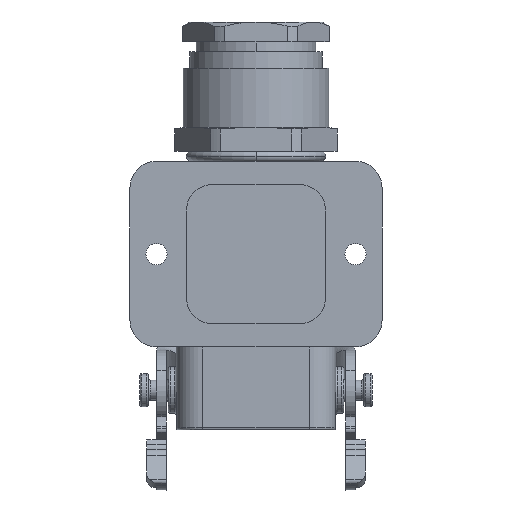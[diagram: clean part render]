
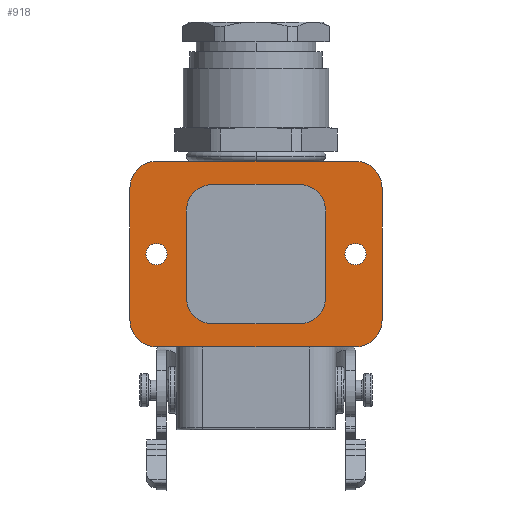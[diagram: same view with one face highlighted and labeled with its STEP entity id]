
A CAD part, front view. The second image highlights one B-rep face of the part: STEP entity #918.
In plain terms, the highlighted planar face has unit normal (0, -1, 0).
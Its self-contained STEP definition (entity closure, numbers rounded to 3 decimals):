
#918=ADVANCED_FACE('424',(#2902,#2903,#2904,#2905),#1315,.T.);
#1315=PLANE('',#7957);
#1582=CIRCLE('',#7938,4.);
#1583=CIRCLE('',#7941,4.);
#1584=CIRCLE('',#7944,4.);
#1585=CIRCLE('',#7947,4.);
#1586=CIRCLE('',#7949,1.6);
#1587=CIRCLE('',#7950,1.6);
#1588=CIRCLE('',#7951,1.6);
#1589=CIRCLE('',#7952,1.6);
#1590=CIRCLE('',#7953,4.);
#1591=CIRCLE('',#7954,4.);
#1592=CIRCLE('',#7955,4.);
#1593=CIRCLE('',#7956,4.);
#2011=LINE('',#12230,#2477);
#2014=LINE('',#12238,#2480);
#2017=LINE('',#12246,#2483);
#2020=LINE('',#12254,#2486);
#2022=LINE('',#12268,#2488);
#2023=LINE('',#12273,#2489);
#2024=LINE('',#12277,#2490);
#2025=LINE('',#12281,#2491);
#2477=VECTOR('',#9151,1.);
#2480=VECTOR('',#9160,1.);
#2483=VECTOR('',#9169,1.);
#2486=VECTOR('',#9178,1.);
#2488=VECTOR('',#9194,1.);
#2489=VECTOR('',#9197,1.);
#2490=VECTOR('',#9200,1.);
#2491=VECTOR('',#9203,1.);
#2902=FACE_BOUND('',#3075,.T.);
#2903=FACE_BOUND('',#3076,.T.);
#2904=FACE_BOUND('',#3077,.T.);
#2905=FACE_BOUND('',#3078,.T.);
#3075=EDGE_LOOP('',(#4008,#4009,#4010,#4011,#4012,#4013,#4014,#4015));
#3076=EDGE_LOOP('',(#4016,#4017));
#3077=EDGE_LOOP('',(#4018,#4019));
#3078=EDGE_LOOP('',(#4020,#4021,#4022,#4023,#4024,#4025,#4026,#4027));
#4008=ORIENTED_EDGE('',*,*,#6735,.T.);
#4009=ORIENTED_EDGE('',*,*,#6733,.T.);
#4010=ORIENTED_EDGE('',*,*,#6731,.T.);
#4011=ORIENTED_EDGE('',*,*,#6729,.T.);
#4012=ORIENTED_EDGE('',*,*,#6727,.T.);
#4013=ORIENTED_EDGE('',*,*,#6725,.T.);
#4014=ORIENTED_EDGE('',*,*,#6723,.T.);
#4015=ORIENTED_EDGE('',*,*,#6721,.T.);
#4016=ORIENTED_EDGE('',*,*,#6736,.T.);
#4017=ORIENTED_EDGE('',*,*,#6737,.T.);
#4018=ORIENTED_EDGE('',*,*,#6738,.T.);
#4019=ORIENTED_EDGE('',*,*,#6739,.T.);
#4020=ORIENTED_EDGE('',*,*,#6740,.T.);
#4021=ORIENTED_EDGE('',*,*,#6741,.T.);
#4022=ORIENTED_EDGE('',*,*,#6742,.T.);
#4023=ORIENTED_EDGE('',*,*,#6743,.T.);
#4024=ORIENTED_EDGE('',*,*,#6744,.T.);
#4025=ORIENTED_EDGE('',*,*,#6745,.T.);
#4026=ORIENTED_EDGE('',*,*,#6746,.T.);
#4027=ORIENTED_EDGE('',*,*,#6747,.T.);
#5939=VERTEX_POINT('',#12229);
#5940=VERTEX_POINT('',#12231);
#5941=VERTEX_POINT('',#12235);
#5942=VERTEX_POINT('',#12239);
#5943=VERTEX_POINT('',#12243);
#5944=VERTEX_POINT('',#12247);
#5945=VERTEX_POINT('',#12251);
#5946=VERTEX_POINT('',#12255);
#5947=VERTEX_POINT('',#12261);
#5948=VERTEX_POINT('',#12262);
#5949=VERTEX_POINT('',#12265);
#5950=VERTEX_POINT('',#12266);
#5951=VERTEX_POINT('',#12269);
#5952=VERTEX_POINT('',#12270);
#5953=VERTEX_POINT('',#12272);
#5954=VERTEX_POINT('',#12274);
#5955=VERTEX_POINT('',#12276);
#5956=VERTEX_POINT('',#12278);
#5957=VERTEX_POINT('',#12280);
#5958=VERTEX_POINT('',#12282);
#6721=EDGE_CURVE('1321',#5940,#5939,#2011,.T.);
#6723=EDGE_CURVE('1328',#5941,#5940,#1582,.T.);
#6725=EDGE_CURVE('1327',#5942,#5941,#2014,.T.);
#6727=EDGE_CURVE('1326',#5943,#5942,#1583,.T.);
#6729=EDGE_CURVE('1325',#5944,#5943,#2017,.T.);
#6731=EDGE_CURVE('1324',#5945,#5944,#1584,.T.);
#6733=EDGE_CURVE('1323',#5946,#5945,#2020,.T.);
#6735=EDGE_CURVE('1322',#5939,#5946,#1585,.T.);
#6736=EDGE_CURVE('1318',#5947,#5948,#1586,.T.);
#6737=EDGE_CURVE('1317',#5948,#5947,#1587,.T.);
#6738=EDGE_CURVE('1320',#5949,#5950,#1588,.T.);
#6739=EDGE_CURVE('1319',#5950,#5949,#1589,.T.);
#6740=EDGE_CURVE('1330',#5951,#5952,#2022,.T.);
#6741=EDGE_CURVE('1331',#5952,#5953,#1590,.T.);
#6742=EDGE_CURVE('1332',#5953,#5954,#2023,.T.);
#6743=EDGE_CURVE('1333',#5954,#5955,#1591,.T.);
#6744=EDGE_CURVE('1334',#5955,#5956,#2024,.T.);
#6745=EDGE_CURVE('1335',#5956,#5957,#1592,.T.);
#6746=EDGE_CURVE('1336',#5957,#5958,#2025,.T.);
#6747=EDGE_CURVE('1329',#5958,#5951,#1593,.T.);
#7938=AXIS2_PLACEMENT_3D('',#12234,#9155,#9156);
#7941=AXIS2_PLACEMENT_3D('',#12242,#9164,#9165);
#7944=AXIS2_PLACEMENT_3D('',#12250,#9173,#9174);
#7947=AXIS2_PLACEMENT_3D('',#12258,#9182,#9183);
#7949=AXIS2_PLACEMENT_3D('',#12260,#9186,#9187);
#7950=AXIS2_PLACEMENT_3D('',#12263,#9188,#9189);
#7951=AXIS2_PLACEMENT_3D('',#12264,#9190,#9191);
#7952=AXIS2_PLACEMENT_3D('',#12267,#9192,#9193);
#7953=AXIS2_PLACEMENT_3D('',#12271,#9195,#9196);
#7954=AXIS2_PLACEMENT_3D('',#12275,#9198,#9199);
#7955=AXIS2_PLACEMENT_3D('',#12279,#9201,#9202);
#7956=AXIS2_PLACEMENT_3D('',#12283,#9204,#9205);
#7957=AXIS2_PLACEMENT_3D('',#12284,#9206,#9207);
#9151=DIRECTION('',(0.,0.,1.));
#9155=DIRECTION('',(0.,-1.,0.));
#9156=DIRECTION('',(0.,0.,-1.));
#9160=DIRECTION('',(1.,0.,0.));
#9164=DIRECTION('',(0.,-1.,0.));
#9165=DIRECTION('',(-1.,0.,0.));
#9169=DIRECTION('',(0.,0.,-1.));
#9173=DIRECTION('',(0.,-1.,0.));
#9174=DIRECTION('',(0.,0.,1.));
#9178=DIRECTION('',(-1.,0.,0.));
#9182=DIRECTION('',(0.,-1.,0.));
#9183=DIRECTION('',(1.,0.,0.));
#9186=DIRECTION('',(0.,1.,0.));
#9187=DIRECTION('',(1.,0.,0.));
#9188=DIRECTION('',(0.,1.,0.));
#9189=DIRECTION('',(-1.,0.,0.));
#9190=DIRECTION('',(0.,1.,0.));
#9191=DIRECTION('',(1.,0.,0.));
#9192=DIRECTION('',(0.,1.,0.));
#9193=DIRECTION('',(-1.,0.,0.));
#9194=DIRECTION('',(-1.,0.,0.));
#9195=DIRECTION('',(0.,1.,0.));
#9196=DIRECTION('',(0.,0.,-1.));
#9197=DIRECTION('',(0.,0.,1.));
#9198=DIRECTION('',(0.,1.,0.));
#9199=DIRECTION('',(-1.,0.,0.));
#9200=DIRECTION('',(1.,0.,0.));
#9201=DIRECTION('',(0.,1.,0.));
#9202=DIRECTION('',(0.,0.,1.));
#9203=DIRECTION('',(0.,0.,-1.));
#9204=DIRECTION('',(0.,1.,0.));
#9205=DIRECTION('',(1.,0.,0.));
#9206=DIRECTION('',(0.,-1.,0.));
#9207=DIRECTION('',(1.,0.,0.));
#12229=CARTESIAN_POINT('',(19.,-14.5,-4.));
#12230=CARTESIAN_POINT('',(19.,-14.5,-24.));
#12231=CARTESIAN_POINT('',(19.,-14.5,-24.));
#12234=CARTESIAN_POINT('',(15.,-14.5,-24.));
#12235=CARTESIAN_POINT('',(15.,-14.5,-28.));
#12238=CARTESIAN_POINT('',(-15.,-14.5,-28.));
#12239=CARTESIAN_POINT('',(-15.,-14.5,-28.));
#12242=CARTESIAN_POINT('',(-15.,-14.5,-24.));
#12243=CARTESIAN_POINT('',(-19.,-14.5,-24.));
#12246=CARTESIAN_POINT('',(-19.,-14.5,-4.));
#12247=CARTESIAN_POINT('',(-19.,-14.5,-4.));
#12250=CARTESIAN_POINT('',(-15.,-14.5,-4.));
#12251=CARTESIAN_POINT('',(-15.,-14.5,0.));
#12254=CARTESIAN_POINT('',(15.,-14.5,0.));
#12255=CARTESIAN_POINT('',(15.,-14.5,0.));
#12258=CARTESIAN_POINT('',(15.,-14.5,-4.));
#12260=CARTESIAN_POINT('',(-15.,-14.5,-14.));
#12261=CARTESIAN_POINT('',(-13.4,-14.5,-14.));
#12262=CARTESIAN_POINT('',(-16.6,-14.5,-14.));
#12263=CARTESIAN_POINT('',(-15.,-14.5,-14.));
#12264=CARTESIAN_POINT('',(15.,-14.5,-14.));
#12265=CARTESIAN_POINT('',(16.6,-14.5,-14.));
#12266=CARTESIAN_POINT('',(13.4,-14.5,-14.));
#12267=CARTESIAN_POINT('',(15.,-14.5,-14.));
#12268=CARTESIAN_POINT('',(6.5,-14.5,-24.5));
#12269=CARTESIAN_POINT('',(6.5,-14.5,-24.5));
#12270=CARTESIAN_POINT('',(-6.5,-14.5,-24.5));
#12271=CARTESIAN_POINT('',(-6.5,-14.5,-20.5));
#12272=CARTESIAN_POINT('',(-10.5,-14.5,-20.5));
#12273=CARTESIAN_POINT('',(-10.5,-14.5,-20.5));
#12274=CARTESIAN_POINT('',(-10.5,-14.5,-7.5));
#12275=CARTESIAN_POINT('',(-6.5,-14.5,-7.5));
#12276=CARTESIAN_POINT('',(-6.5,-14.5,-3.5));
#12277=CARTESIAN_POINT('',(-6.5,-14.5,-3.5));
#12278=CARTESIAN_POINT('',(6.5,-14.5,-3.5));
#12279=CARTESIAN_POINT('',(6.5,-14.5,-7.5));
#12280=CARTESIAN_POINT('',(10.5,-14.5,-7.5));
#12281=CARTESIAN_POINT('',(10.5,-14.5,-7.5));
#12282=CARTESIAN_POINT('',(10.5,-14.5,-20.5));
#12283=CARTESIAN_POINT('',(6.5,-14.5,-20.5));
#12284=CARTESIAN_POINT('',(0.,-14.5,-14.));
